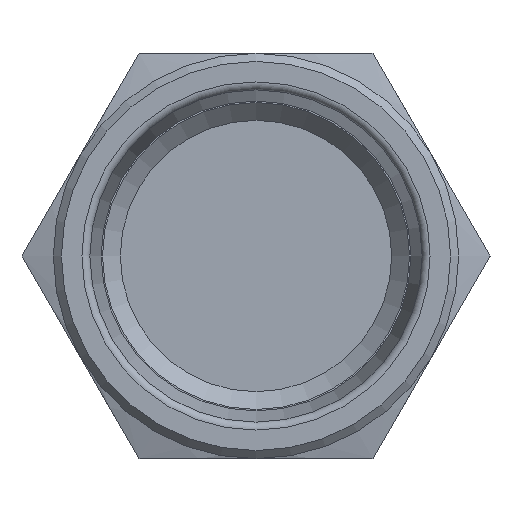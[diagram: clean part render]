
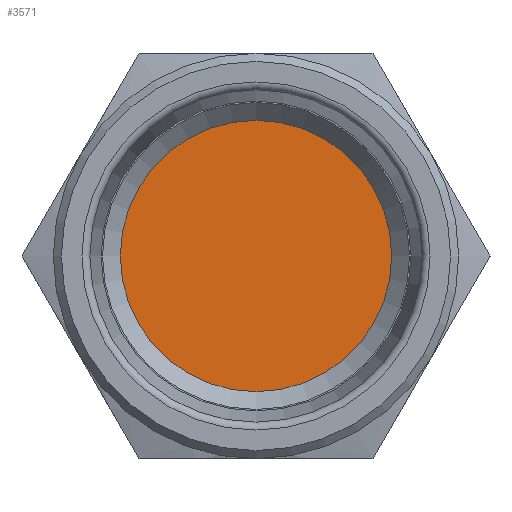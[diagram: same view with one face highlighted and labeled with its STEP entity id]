
A CAD part, left-side view. The second image highlights one B-rep face of the part: STEP entity #3571.
In plain terms, the highlighted free-form (B-spline) face has degree [1, 1] with [2, 2] control points.
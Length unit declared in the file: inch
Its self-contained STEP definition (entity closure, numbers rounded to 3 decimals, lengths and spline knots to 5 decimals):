
#3548=CARTESIAN_POINT('',(0.63,0.0,0.251));
#3549=VERTEX_POINT('',#3548);
#3550=CARTESIAN_POINT('',(0.63,0.0,0.0));
#3551=DIRECTION('',(-1.0,0.0,0.0));
#3552=DIRECTION('',(0.0,0.0,1.0));
#3553=AXIS2_PLACEMENT_3D('',#3550,#3551,#3552);
#3554=CIRCLE('',#3553,0.251);
#3555=EDGE_CURVE('',#3549,#3549,#3554,.T.);
#3563=CARTESIAN_POINT('',(0.63,0.251,-0.251));
#3564=CARTESIAN_POINT('',(0.63,0.251,0.251));
#3565=CARTESIAN_POINT('',(0.63,-0.251,-0.251));
#3566=CARTESIAN_POINT('',(0.63,-0.251,0.251));
#3567=B_SPLINE_SURFACE_WITH_KNOTS('',1,1,((#3563,#3565),(#3564,#3566)),.UNSPECIFIED.,.F.,.F.,.U.,(2,2),(2,2),(0.0,0.502),(0.0,0.502),.UNSPECIFIED.);
#3568=ORIENTED_EDGE('',*,*,#3555,.T.);
#3569=EDGE_LOOP('',(#3568));
#3570=FACE_OUTER_BOUND('',#3569,.T.);
#3571=ADVANCED_FACE('',(#3570),#3567,.F.);
